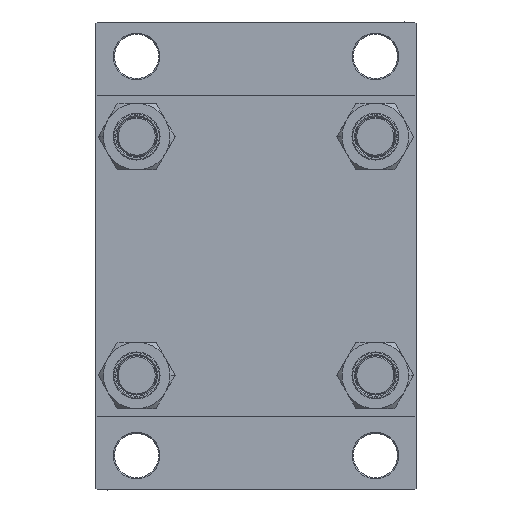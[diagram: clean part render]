
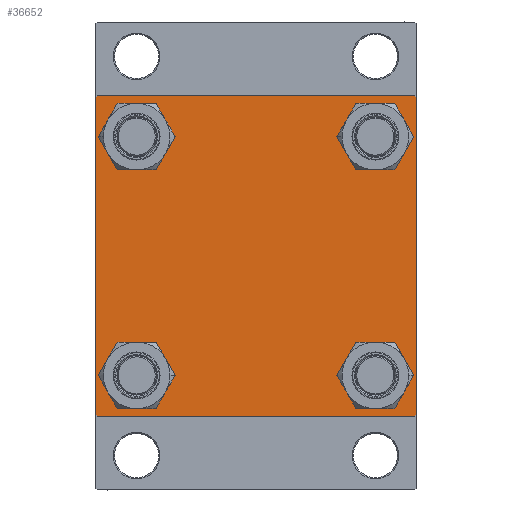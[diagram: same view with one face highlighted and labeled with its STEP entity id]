
A CAD part, left-side view. The second image highlights one B-rep face of the part: STEP entity #36652.
In plain terms, the highlighted planar face has unit normal (-1, 0, 0).
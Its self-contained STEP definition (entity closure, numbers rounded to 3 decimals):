
#279 = LINE ( 'NONE', #33855, #45086 ) ;
#1549 = CARTESIAN_POINT ( 'NONE',  ( 0., 48.45, -48.45 ) ) ;
#1909 = CARTESIAN_POINT ( 'NONE',  ( 0., -64.5, 65. ) ) ;
#2143 = CIRCLE ( 'NONE', #40215, 8.5 ) ;
#2966 = FACE_OUTER_BOUND ( 'NONE', #10946, .T. ) ;
#3342 = DIRECTION ( 'NONE',  ( 0., 0., 1. ) ) ;
#3346 = CARTESIAN_POINT ( 'NONE',  ( 0., 65., -65. ) ) ;
#3447 = DIRECTION ( 'NONE',  ( 0., 0., 1. ) ) ;
#3995 = AXIS2_PLACEMENT_3D ( 'NONE', #14405, #29257, #21941 ) ;
#4325 = CIRCLE ( 'NONE', #31497, 8.5 ) ;
#5543 = EDGE_LOOP ( 'NONE', ( #13078, #10893 ) ) ;
#5553 = VERTEX_POINT ( 'NONE', #38215 ) ;
#6101 = EDGE_CURVE ( 'NONE', #26135, #34291, #25702, .T. ) ;
#7004 = CIRCLE ( 'NONE', #22534, 8.5 ) ;
#7352 = PLANE ( 'NONE',  #3995 ) ;
#8582 = DIRECTION ( 'NONE',  ( 1., 0., 0. ) ) ;
#8997 = CARTESIAN_POINT ( 'NONE',  ( 0., -48.45, -39.95 ) ) ;
#9007 = ORIENTED_EDGE ( 'NONE', *, *, #6101, .T. ) ;
#9104 = EDGE_LOOP ( 'NONE', ( #9007, #41540 ) ) ;
#9249 = EDGE_CURVE ( 'NONE', #39120, #36078, #44480, .T. ) ;
#9733 = EDGE_CURVE ( 'NONE', #24643, #13748, #16466, .T. ) ;
#10893 = ORIENTED_EDGE ( 'NONE', *, *, #24117, .T. ) ;
#10946 = EDGE_LOOP ( 'NONE', ( #19257, #43138, #21768, #41816, #20810, #43257, #35365, #31339 ) ) ;
#11601 = CARTESIAN_POINT ( 'NONE',  ( 0., 65., 65. ) ) ;
#11899 = DIRECTION ( 'NONE',  ( 0., -0.707, 0.707 ) ) ;
#13078 = ORIENTED_EDGE ( 'NONE', *, *, #43693, .T. ) ;
#13198 = VERTEX_POINT ( 'NONE', #24034 ) ;
#13686 = DIRECTION ( 'NONE',  ( 0., 0.707, 0.707 ) ) ;
#13748 = VERTEX_POINT ( 'NONE', #40996 ) ;
#13858 = CARTESIAN_POINT ( 'NONE',  ( 0., -48.45, 39.95 ) ) ;
#14023 = LINE ( 'NONE', #28392, #42794 ) ;
#14058 = VERTEX_POINT ( 'NONE', #13858 ) ;
#14088 = ORIENTED_EDGE ( 'NONE', *, *, #46819, .T. ) ;
#14405 = CARTESIAN_POINT ( 'NONE',  ( 0., 0., 0. ) ) ;
#14897 = CARTESIAN_POINT ( 'NONE',  ( 0., 65., -64.5 ) ) ;
#15172 = CARTESIAN_POINT ( 'NONE',  ( 0., 65., 65. ) ) ;
#15507 = AXIS2_PLACEMENT_3D ( 'NONE', #46624, #35218, #46391 ) ;
#15537 = LINE ( 'NONE', #30404, #25115 ) ;
#16466 = CIRCLE ( 'NONE', #32013, 8.5 ) ;
#17192 = DIRECTION ( 'NONE',  ( 0., -0.707, -0.707 ) ) ;
#18498 = LINE ( 'NONE', #26050, #19170 ) ;
#18753 = CARTESIAN_POINT ( 'NONE',  ( 0., 48.45, 48.45 ) ) ;
#18953 = CARTESIAN_POINT ( 'NONE',  ( 0., 48.45, 56.95 ) ) ;
#19059 = LINE ( 'NONE', #15172, #28816 ) ;
#19147 = DIRECTION ( 'NONE',  ( 0., 0., -1. ) ) ;
#19170 = VECTOR ( 'NONE', #29716, 1000. ) ;
#19257 = ORIENTED_EDGE ( 'NONE', *, *, #32844, .T. ) ;
#20771 = DIRECTION ( 'NONE',  ( 1., 0., 0. ) ) ;
#20810 = ORIENTED_EDGE ( 'NONE', *, *, #30346, .F. ) ;
#21744 = VECTOR ( 'NONE', #19147, 1000. ) ;
#21768 = ORIENTED_EDGE ( 'NONE', *, *, #9249, .T. ) ;
#21866 = DIRECTION ( 'NONE',  ( 0., 0., 1. ) ) ;
#21941 = DIRECTION ( 'NONE',  ( 0., 0., 1. ) ) ;
#22534 = AXIS2_PLACEMENT_3D ( 'NONE', #36235, #47412, #21866 ) ;
#22630 = VERTEX_POINT ( 'NONE', #8997 ) ;
#23578 = CARTESIAN_POINT ( 'NONE',  ( 0., 64.5, -65. ) ) ;
#23987 = VERTEX_POINT ( 'NONE', #40679 ) ;
#24034 = CARTESIAN_POINT ( 'NONE',  ( 0., -65., -64.5 ) ) ;
#24117 = EDGE_CURVE ( 'NONE', #5553, #22630, #2143, .T. ) ;
#24643 = VERTEX_POINT ( 'NONE', #38645 ) ;
#25115 = VECTOR ( 'NONE', #11899, 1000. ) ;
#25580 = FACE_BOUND ( 'NONE', #26267, .T. ) ;
#25702 = CIRCLE ( 'NONE', #31915, 8.5 ) ;
#26050 = CARTESIAN_POINT ( 'NONE',  ( 0., 64.75, 64.75 ) ) ;
#26082 = CARTESIAN_POINT ( 'NONE',  ( 0., 48.45, 39.95 ) ) ;
#26135 = VERTEX_POINT ( 'NONE', #18953 ) ;
#26267 = EDGE_LOOP ( 'NONE', ( #14088, #45668 ) ) ;
#26398 = CIRCLE ( 'NONE', #28714, 8.5 ) ;
#26677 = CARTESIAN_POINT ( 'NONE',  ( 0., -64.5, -65. ) ) ;
#26835 = CARTESIAN_POINT ( 'NONE',  ( 0., -48.45, 48.45 ) ) ;
#28062 = LINE ( 'NONE', #32180, #38105 ) ;
#28392 = CARTESIAN_POINT ( 'NONE',  ( 0., 64.75, -64.75 ) ) ;
#28714 = AXIS2_PLACEMENT_3D ( 'NONE', #26835, #8582, #45565 ) ;
#28808 = EDGE_LOOP ( 'NONE', ( #34472, #35201 ) ) ;
#28816 = VECTOR ( 'NONE', #33912, 1000. ) ;
#28852 = VERTEX_POINT ( 'NONE', #47095 ) ;
#29257 = DIRECTION ( 'NONE',  ( -1., 0., 0. ) ) ;
#29474 = EDGE_CURVE ( 'NONE', #34291, #26135, #35728, .T. ) ;
#29492 = FACE_BOUND ( 'NONE', #5543, .T. ) ;
#29630 = DIRECTION ( 'NONE',  ( 1., 0., 0. ) ) ;
#29716 = DIRECTION ( 'NONE',  ( 0., 0.707, -0.707 ) ) ;
#30346 = EDGE_CURVE ( 'NONE', #23987, #13198, #279, .T. ) ;
#30404 = CARTESIAN_POINT ( 'NONE',  ( 0., -64.75, -64.75 ) ) ;
#30575 = EDGE_CURVE ( 'NONE', #14058, #47589, #7004, .T. ) ;
#30830 = EDGE_CURVE ( 'NONE', #44637, #39120, #14023, .T. ) ;
#30944 = EDGE_CURVE ( 'NONE', #28852, #40840, #19059, .T. ) ;
#31339 = ORIENTED_EDGE ( 'NONE', *, *, #45722, .T. ) ;
#31497 = AXIS2_PLACEMENT_3D ( 'NONE', #43167, #47272, #36341 ) ;
#31915 = AXIS2_PLACEMENT_3D ( 'NONE', #18753, #37019, #33600 ) ;
#32013 = AXIS2_PLACEMENT_3D ( 'NONE', #1549, #34163, #37827 ) ;
#32180 = CARTESIAN_POINT ( 'NONE',  ( 0., -64.75, 64.75 ) ) ;
#32844 = EDGE_CURVE ( 'NONE', #36752, #44637, #44946, .T. ) ;
#33022 = DIRECTION ( 'NONE',  ( 0., -1., 0. ) ) ;
#33260 = CARTESIAN_POINT ( 'NONE',  ( 0., -48.45, -48.45 ) ) ;
#33396 = EDGE_CURVE ( 'NONE', #23987, #40840, #28062, .T. ) ;
#33600 = DIRECTION ( 'NONE',  ( 0., 0., 1. ) ) ;
#33855 = CARTESIAN_POINT ( 'NONE',  ( 0., -65., 65. ) ) ;
#33912 = DIRECTION ( 'NONE',  ( 0., -1., 0. ) ) ;
#34163 = DIRECTION ( 'NONE',  ( 1., 0., 0. ) ) ;
#34291 = VERTEX_POINT ( 'NONE', #26082 ) ;
#34472 = ORIENTED_EDGE ( 'NONE', *, *, #46529, .T. ) ;
#34552 = AXIS2_PLACEMENT_3D ( 'NONE', #33260, #29630, #3342 ) ;
#35201 = ORIENTED_EDGE ( 'NONE', *, *, #9733, .T. ) ;
#35218 = DIRECTION ( 'NONE',  ( 1., 0., 0. ) ) ;
#35365 = ORIENTED_EDGE ( 'NONE', *, *, #30944, .F. ) ;
#35728 = CIRCLE ( 'NONE', #15507, 8.5 ) ;
#36078 = VERTEX_POINT ( 'NONE', #26677 ) ;
#36235 = CARTESIAN_POINT ( 'NONE',  ( 0., -48.45, 48.45 ) ) ;
#36304 = FACE_BOUND ( 'NONE', #9104, .T. ) ;
#36341 = DIRECTION ( 'NONE',  ( 0., 0., 1. ) ) ;
#36652 = ADVANCED_FACE ( 'NONE', ( #25580, #29492, #39961, #36304, #2966 ), #7352, .T. ) ;
#36752 = VERTEX_POINT ( 'NONE', #38959 ) ;
#36785 = CARTESIAN_POINT ( 'NONE',  ( 0., -48.45, -48.45 ) ) ;
#37019 = DIRECTION ( 'NONE',  ( 1., 0., 0. ) ) ;
#37827 = DIRECTION ( 'NONE',  ( 0., 0., 1. ) ) ;
#38105 = VECTOR ( 'NONE', #13686, 1000. ) ;
#38215 = CARTESIAN_POINT ( 'NONE',  ( 0., -48.45, -56.95 ) ) ;
#38645 = CARTESIAN_POINT ( 'NONE',  ( 0., 48.45, -56.95 ) ) ;
#38959 = CARTESIAN_POINT ( 'NONE',  ( 0., 65., 64.5 ) ) ;
#39120 = VERTEX_POINT ( 'NONE', #23578 ) ;
#39961 = FACE_BOUND ( 'NONE', #28808, .T. ) ;
#40215 = AXIS2_PLACEMENT_3D ( 'NONE', #36785, #20771, #3447 ) ;
#40608 = EDGE_CURVE ( 'NONE', #36078, #13198, #15537, .T. ) ;
#40679 = CARTESIAN_POINT ( 'NONE',  ( 0., -65., 64.5 ) ) ;
#40840 = VERTEX_POINT ( 'NONE', #1909 ) ;
#40996 = CARTESIAN_POINT ( 'NONE',  ( 0., 48.45, -39.95 ) ) ;
#41218 = CARTESIAN_POINT ( 'NONE',  ( 0., -48.45, 56.95 ) ) ;
#41540 = ORIENTED_EDGE ( 'NONE', *, *, #29474, .T. ) ;
#41816 = ORIENTED_EDGE ( 'NONE', *, *, #40608, .T. ) ;
#42794 = VECTOR ( 'NONE', #17192, 1000. ) ;
#43138 = ORIENTED_EDGE ( 'NONE', *, *, #30830, .T. ) ;
#43167 = CARTESIAN_POINT ( 'NONE',  ( 0., 48.45, -48.45 ) ) ;
#43257 = ORIENTED_EDGE ( 'NONE', *, *, #33396, .T. ) ;
#43693 = EDGE_CURVE ( 'NONE', #22630, #5553, #47744, .T. ) ;
#44480 = LINE ( 'NONE', #3346, #47541 ) ;
#44637 = VERTEX_POINT ( 'NONE', #14897 ) ;
#44810 = DIRECTION ( 'NONE',  ( 0., 0., -1. ) ) ;
#44946 = LINE ( 'NONE', #11601, #21744 ) ;
#45086 = VECTOR ( 'NONE', #44810, 1000. ) ;
#45565 = DIRECTION ( 'NONE',  ( 0., 0., 1. ) ) ;
#45668 = ORIENTED_EDGE ( 'NONE', *, *, #30575, .T. ) ;
#45722 = EDGE_CURVE ( 'NONE', #28852, #36752, #18498, .T. ) ;
#46391 = DIRECTION ( 'NONE',  ( 0., 0., 1. ) ) ;
#46529 = EDGE_CURVE ( 'NONE', #13748, #24643, #4325, .T. ) ;
#46624 = CARTESIAN_POINT ( 'NONE',  ( 0., 48.45, 48.45 ) ) ;
#46819 = EDGE_CURVE ( 'NONE', #47589, #14058, #26398, .T. ) ;
#47095 = CARTESIAN_POINT ( 'NONE',  ( 0., 64.5, 65. ) ) ;
#47272 = DIRECTION ( 'NONE',  ( 1., 0., 0. ) ) ;
#47412 = DIRECTION ( 'NONE',  ( 1., 0., 0. ) ) ;
#47541 = VECTOR ( 'NONE', #33022, 1000. ) ;
#47589 = VERTEX_POINT ( 'NONE', #41218 ) ;
#47744 = CIRCLE ( 'NONE', #34552, 8.5 ) ;
